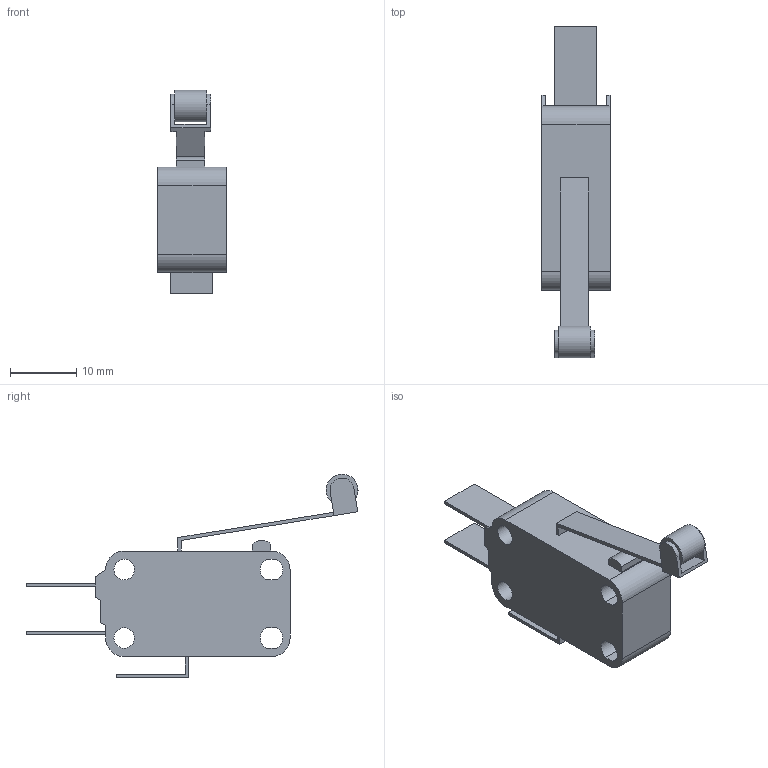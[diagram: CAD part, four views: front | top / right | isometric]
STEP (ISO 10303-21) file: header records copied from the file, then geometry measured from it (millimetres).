
FILE_DESCRIPTION( ( '' ), ' ' );
FILE_NAME( '5ed326fa9a1f740f8e4cca5c.step', '2020-05-31T03:39:38', ( '' ), ( '' ), ' ', ' ', ' ' );
FILE_SCHEMA( ( 'AUTOMOTIVE_DESIGN { 1 0 10303 214 1 1 1 1 }' ) );
Length unit declared in the file: metre
Products named in the file (1): Micro Switch
Bounding box: 10.3 x 50.04 x 30.69 mm (x, y, z)
Volume: 4466 mm3; surface area: 3071.2 mm2
Topology: 1 solids, 1 shells, 72 faces, 195 edges, 128 vertices
Faces by surface type: plane 58, cylinder 14
Full cylindrical faces by diameter (mm): 3.1 x2, 4.8 x1
Entity records: 2908 total; most frequent: CARTESIAN_POINT 473, ORIENTED_EDGE 384, DIRECTION 362, EDGE_CURVE 192, LINE 160, VECTOR 160, VERTEX_POINT 128, AXIS2_PLACEMENT_3D 101
